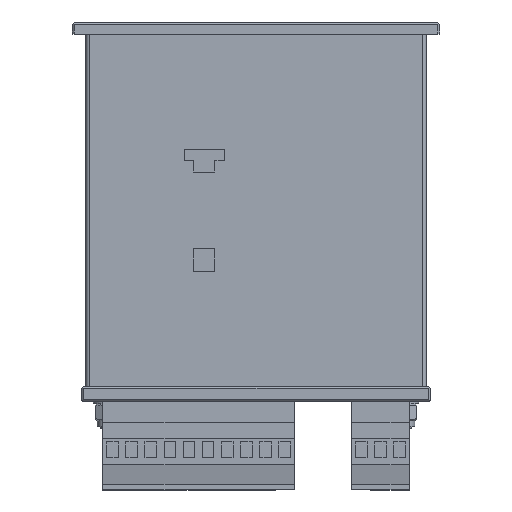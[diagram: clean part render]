
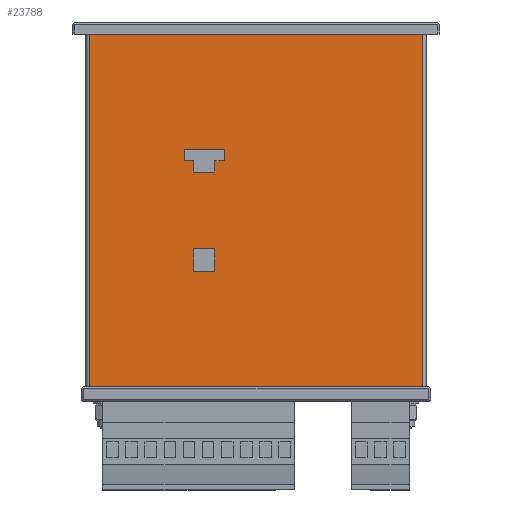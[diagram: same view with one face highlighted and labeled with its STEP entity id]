
A CAD part, top view. The second image highlights one B-rep face of the part: STEP entity #23788.
In plain terms, the highlighted face is planar.
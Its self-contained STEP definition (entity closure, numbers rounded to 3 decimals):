
#23623=CARTESIAN_POINT('',(-20.5,0.,43.5));
#23624=VERTEX_POINT('',#23623);
#23640=CARTESIAN_POINT('',(-20.5,92.,43.5));
#23641=VERTEX_POINT('',#23640);
#23649=CARTESIAN_POINT('',(-20.5,92.,43.5));
#23650=DIRECTION('',(0.,-1.,0.));
#23651=VECTOR('',#23650,92.);
#23652=LINE('',#23649,#23651);
#23653=EDGE_CURVE('',#23641,#23624,#23652,.T.);
#23658=CARTESIAN_POINT('',(-20.5,92.,43.5));
#23659=DIRECTION('',(-1.,0.,0.));
#23660=DIRECTION('',(0.,0.,1.));
#23661=AXIS2_PLACEMENT_3D('',#23658,#23659,#23660);
#23662=PLANE('',#23661);
#23663=CARTESIAN_POINT('',(-20.5,30.,-10.75));
#23664=VERTEX_POINT('',#23663);
#23665=CARTESIAN_POINT('',(-20.5,36.,-10.75));
#23666=VERTEX_POINT('',#23665);
#23667=CARTESIAN_POINT('',(-20.5,30.,-10.75));
#23668=DIRECTION('',(0.,1.,0.));
#23669=VECTOR('',#23668,6.);
#23670=LINE('',#23667,#23669);
#23671=EDGE_CURVE('',#23664,#23666,#23670,.T.);
#23672=ORIENTED_EDGE('',*,*,#23671,.F.);
#23673=CARTESIAN_POINT('',(-20.5,30.,-16.25));
#23674=VERTEX_POINT('',#23673);
#23675=CARTESIAN_POINT('',(-20.5,30.,-16.25));
#23676=DIRECTION('',(0.,0.,1.));
#23677=VECTOR('',#23676,5.5);
#23678=LINE('',#23675,#23677);
#23679=EDGE_CURVE('',#23674,#23664,#23678,.T.);
#23680=ORIENTED_EDGE('',*,*,#23679,.F.);
#23681=CARTESIAN_POINT('',(-20.5,36.,-16.25));
#23682=VERTEX_POINT('',#23681);
#23683=CARTESIAN_POINT('',(-20.5,36.,-16.25));
#23684=DIRECTION('',(0.,-1.,0.));
#23685=VECTOR('',#23684,6.);
#23686=LINE('',#23683,#23685);
#23687=EDGE_CURVE('',#23682,#23674,#23686,.T.);
#23688=ORIENTED_EDGE('',*,*,#23687,.F.);
#23689=CARTESIAN_POINT('',(-20.5,36.,-10.75));
#23690=DIRECTION('',(0.,-0.,-1.));
#23691=VECTOR('',#23690,5.5);
#23692=LINE('',#23689,#23691);
#23693=EDGE_CURVE('',#23666,#23682,#23692,.T.);
#23694=ORIENTED_EDGE('',*,*,#23693,.F.);
#23695=EDGE_LOOP('',(#23672,#23680,#23688,#23694));
#23696=FACE_BOUND('',#23695,.T.);
#23697=CARTESIAN_POINT('',(-20.5,59.,-8.25));
#23698=VERTEX_POINT('',#23697);
#23699=CARTESIAN_POINT('',(-20.5,62.,-8.25));
#23700=VERTEX_POINT('',#23699);
#23701=CARTESIAN_POINT('',(-20.5,59.,-8.25));
#23702=DIRECTION('',(0.,1.,-0.));
#23703=VECTOR('',#23702,3.);
#23704=LINE('',#23701,#23703);
#23705=EDGE_CURVE('',#23698,#23700,#23704,.T.);
#23706=ORIENTED_EDGE('',*,*,#23705,.F.);
#23707=CARTESIAN_POINT('',(-20.5,59.,-10.75));
#23708=VERTEX_POINT('',#23707);
#23709=CARTESIAN_POINT('',(-20.5,59.,-10.75));
#23710=DIRECTION('',(0.,0.,1.));
#23711=VECTOR('',#23710,2.5);
#23712=LINE('',#23709,#23711);
#23713=EDGE_CURVE('',#23708,#23698,#23712,.T.);
#23714=ORIENTED_EDGE('',*,*,#23713,.F.);
#23715=CARTESIAN_POINT('',(-20.5,56.,-10.75));
#23716=VERTEX_POINT('',#23715);
#23717=CARTESIAN_POINT('',(-20.5,56.,-10.75));
#23718=DIRECTION('',(0.,1.,-0.));
#23719=VECTOR('',#23718,3.);
#23720=LINE('',#23717,#23719);
#23721=EDGE_CURVE('',#23716,#23708,#23720,.T.);
#23722=ORIENTED_EDGE('',*,*,#23721,.F.);
#23723=CARTESIAN_POINT('',(-20.5,56.,-16.25));
#23724=VERTEX_POINT('',#23723);
#23725=CARTESIAN_POINT('',(-20.5,56.,-16.25));
#23726=DIRECTION('',(0.,0.,1.));
#23727=VECTOR('',#23726,5.5);
#23728=LINE('',#23725,#23727);
#23729=EDGE_CURVE('',#23724,#23716,#23728,.T.);
#23730=ORIENTED_EDGE('',*,*,#23729,.F.);
#23731=CARTESIAN_POINT('',(-20.5,59.,-16.25));
#23732=VERTEX_POINT('',#23731);
#23733=CARTESIAN_POINT('',(-20.5,59.,-16.25));
#23734=DIRECTION('',(0.,-1.,0.));
#23735=VECTOR('',#23734,3.);
#23736=LINE('',#23733,#23735);
#23737=EDGE_CURVE('',#23732,#23724,#23736,.T.);
#23738=ORIENTED_EDGE('',*,*,#23737,.F.);
#23739=CARTESIAN_POINT('',(-20.5,59.,-18.75));
#23740=VERTEX_POINT('',#23739);
#23741=CARTESIAN_POINT('',(-20.5,59.,-18.75));
#23742=DIRECTION('',(0.,0.,1.));
#23743=VECTOR('',#23742,2.5);
#23744=LINE('',#23741,#23743);
#23745=EDGE_CURVE('',#23740,#23732,#23744,.T.);
#23746=ORIENTED_EDGE('',*,*,#23745,.F.);
#23747=CARTESIAN_POINT('',(-20.5,62.,-18.75));
#23748=VERTEX_POINT('',#23747);
#23749=CARTESIAN_POINT('',(-20.5,62.,-18.75));
#23750=DIRECTION('',(0.,-1.,0.));
#23751=VECTOR('',#23750,3.);
#23752=LINE('',#23749,#23751);
#23753=EDGE_CURVE('',#23748,#23740,#23752,.T.);
#23754=ORIENTED_EDGE('',*,*,#23753,.F.);
#23755=CARTESIAN_POINT('',(-20.5,62.,-8.25));
#23756=DIRECTION('',(0.,-0.,-1.));
#23757=VECTOR('',#23756,10.5);
#23758=LINE('',#23755,#23757);
#23759=EDGE_CURVE('',#23700,#23748,#23758,.T.);
#23760=ORIENTED_EDGE('',*,*,#23759,.F.);
#23761=EDGE_LOOP('',(#23706,#23714,#23722,#23730,#23738,#23746,#23754,#23760));
#23762=FACE_BOUND('',#23761,.T.);
#23763=CARTESIAN_POINT('',(-20.5,0.,-43.5));
#23764=VERTEX_POINT('',#23763);
#23765=CARTESIAN_POINT('',(-20.5,0.,43.5));
#23766=DIRECTION('',(0.,0.,-1.));
#23767=VECTOR('',#23766,87.);
#23768=LINE('',#23765,#23767);
#23769=EDGE_CURVE('',#23624,#23764,#23768,.T.);
#23770=ORIENTED_EDGE('',*,*,#23769,.F.);
#23771=ORIENTED_EDGE('',*,*,#23653,.F.);
#23772=CARTESIAN_POINT('',(-20.5,92.,-43.5));
#23773=VERTEX_POINT('',#23772);
#23774=CARTESIAN_POINT('',(-20.5,92.,43.5));
#23775=DIRECTION('',(0.,0.,-1.));
#23776=VECTOR('',#23775,87.);
#23777=LINE('',#23774,#23776);
#23778=EDGE_CURVE('',#23641,#23773,#23777,.T.);
#23779=ORIENTED_EDGE('',*,*,#23778,.T.);
#23780=CARTESIAN_POINT('',(-20.5,92.,-43.5));
#23781=DIRECTION('',(0.,-1.,0.));
#23782=VECTOR('',#23781,92.);
#23783=LINE('',#23780,#23782);
#23784=EDGE_CURVE('',#23773,#23764,#23783,.T.);
#23785=ORIENTED_EDGE('',*,*,#23784,.T.);
#23786=EDGE_LOOP('',(#23770,#23771,#23779,#23785));
#23787=FACE_BOUND('',#23786,.T.);
#23788=ADVANCED_FACE('',(#23696,#23762,#23787),#23662,.T.);
